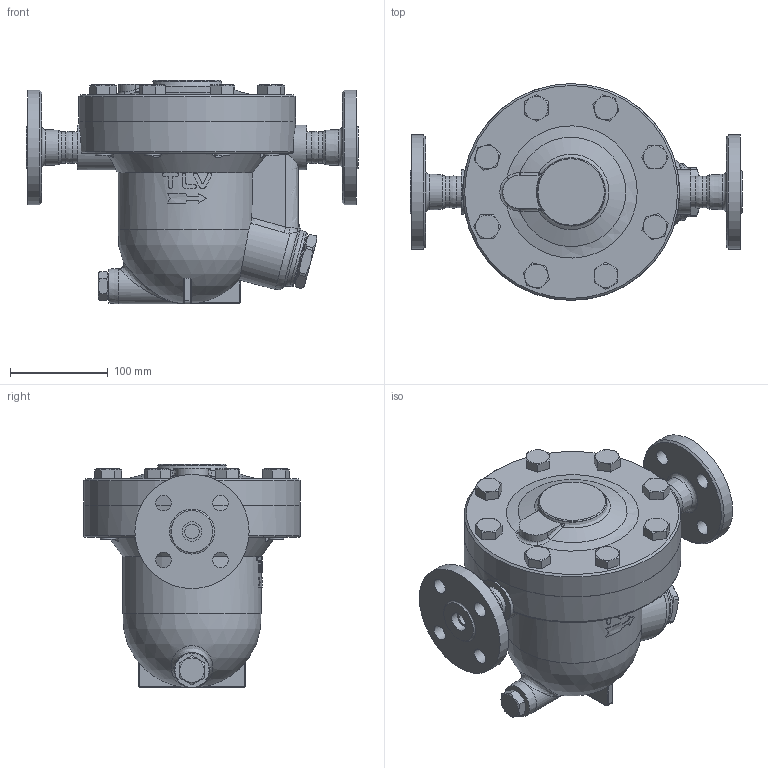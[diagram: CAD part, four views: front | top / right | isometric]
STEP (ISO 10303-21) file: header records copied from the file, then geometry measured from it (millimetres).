
FILE_DESCRIPTION((''),'2;1');
FILE_NAME('jh7gm-020-a0300-00.stp','2011-02-03T13:08:44',('nakaot'),(''),'Autodesk Inventor 2008','Autodesk Inventor 2008','');
FILE_SCHEMA(('AUTOMOTIVE_DESIGN { 1 0 10303 214 1 1 1 1 }'));
Length unit declared in the file: millimetre
Products named in the file (1): jh7gm-020-a0300-00
Bounding box: 340 x 222 x 228.9 mm (x, y, z)
Volume: 5373478.3 mm3; surface area: 305284.5 mm2
Topology: 1 solids, 1 shells, 379 faces, 928 edges, 577 vertices
Faces by surface type: plane 139, cylinder 83, cone 72, bspline 66, sphere 10, torus 9
Full cylindrical faces by diameter (mm): 15 x1, 16 x20, 20 x1, 21 x1, 32 x3, 36 x1, 46 x2, 49.5 x1, 58 x1, 70 x1, 117 x1, 222 x2
Entity records: 14518 total; most frequent: CARTESIAN_POINT 6676, ORIENTED_EDGE 1634, DIRECTION 1518, EDGE_CURVE 817, AXIS2_PLACEMENT_3D 656, VERTEX_POINT 546, EDGE_LOOP 517, FACE_OUTER_BOUND 379
